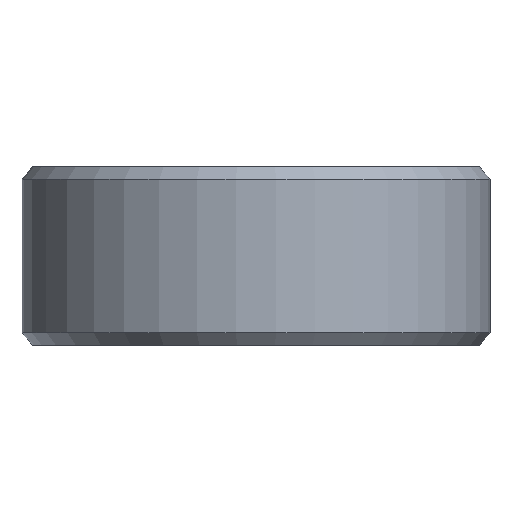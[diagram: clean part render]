
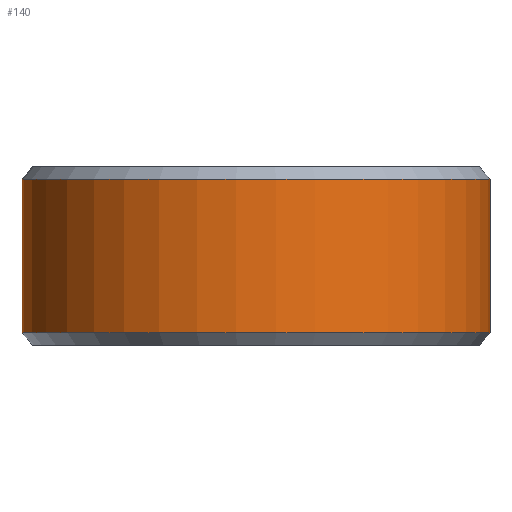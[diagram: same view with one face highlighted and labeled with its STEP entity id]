
A CAD part, front view. The second image highlights one B-rep face of the part: STEP entity #140.
In plain terms, the highlighted cylindrical face has radius 16.637 mm (diameter 33.274 mm), a partial arc.
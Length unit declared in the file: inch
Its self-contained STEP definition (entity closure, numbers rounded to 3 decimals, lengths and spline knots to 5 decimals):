
#126=CYLINDRICAL_SURFACE('',#858,0.655);
#140=ADVANCED_FACE('',(#199),#126,.T.);
#199=FACE_OUTER_BOUND('',#241,.T.);
#241=EDGE_LOOP('',(#366,#367,#368,#369));
#294=CIRCLE('',#856,0.655);
#295=CIRCLE('',#857,0.655);
#366=ORIENTED_EDGE('',*,*,#654,.T.);
#367=ORIENTED_EDGE('',*,*,#655,.T.);
#368=ORIENTED_EDGE('',*,*,#656,.T.);
#369=ORIENTED_EDGE('',*,*,#657,.T.);
#586=VERTEX_POINT('',#1158);
#587=VERTEX_POINT('',#1159);
#588=VERTEX_POINT('',#1161);
#589=VERTEX_POINT('',#1163);
#654=EDGE_CURVE('',#586,#587,#760,.T.);
#655=EDGE_CURVE('',#587,#588,#294,.T.);
#656=EDGE_CURVE('',#588,#589,#761,.T.);
#657=EDGE_CURVE('',#589,#586,#295,.T.);
#760=LINE('',#1157,#802);
#761=LINE('',#1162,#803);
#802=VECTOR('',#940,1.);
#803=VECTOR('',#943,1.);
#856=AXIS2_PLACEMENT_3D('',#1160,#941,#942);
#857=AXIS2_PLACEMENT_3D('',#1164,#944,#945);
#858=AXIS2_PLACEMENT_3D('',#1165,#946,#947);
#940=DIRECTION('',(0.,0.,1.));
#941=DIRECTION('',(0.,0.,-1.));
#942=DIRECTION('',(1.,0.,0.));
#943=DIRECTION('',(0.,0.,-1.));
#944=DIRECTION('',(0.,0.,1.));
#945=DIRECTION('',(1.,0.,0.));
#946=DIRECTION('',(0.,0.,-1.));
#947=DIRECTION('',(-1.,0.,0.));
#1157=CARTESIAN_POINT('',(17.6449,-1.07817,8.25352));
#1158=CARTESIAN_POINT('',(17.6449,-1.07817,7.78927));
#1159=CARTESIAN_POINT('',(17.6449,-1.07817,8.21777));
#1160=CARTESIAN_POINT('',(17.33,-1.6525,8.21777));
#1161=CARTESIAN_POINT('',(17.0151,-1.07817,8.21777));
#1162=CARTESIAN_POINT('',(17.0151,-1.07817,8.25352));
#1163=CARTESIAN_POINT('',(17.0151,-1.07817,7.78927));
#1164=CARTESIAN_POINT('',(17.33,-1.6525,7.78927));
#1165=CARTESIAN_POINT('',(17.33,-1.6525,8.25352));
